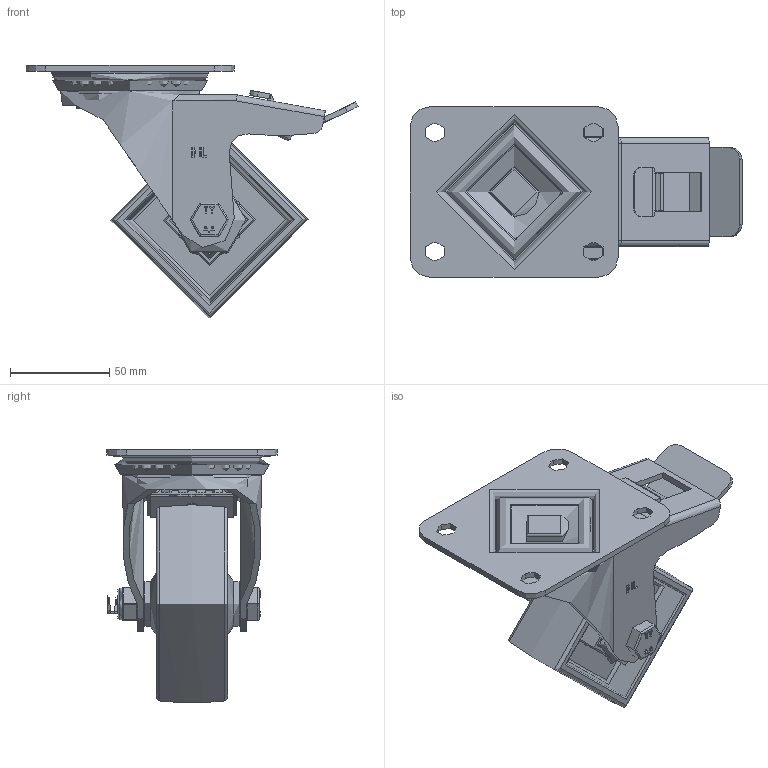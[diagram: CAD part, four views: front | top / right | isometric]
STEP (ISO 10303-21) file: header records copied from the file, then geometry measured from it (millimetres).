
FILE_DESCRIPTION(/* description */ (''),/* implementation_level */ '2;1');
FILE_NAME(/* name */ 'BZEH100NYBJSWB.step',/* time_stamp */ '2025-04-16T10:10:39+01:00',/* author */ (''),/* organization */ (''),/* preprocessor_version */ 'ST-DEVELOPER v20.1',/* originating_system */ 'Autodesk Translation Framework v14.4.0.0',/* authorisation */ '');
FILE_SCHEMA (('AUTOMOTIVE_DESIGN { 1 0 10303 214 3 1 1 }'));
Length unit declared in the file: millimetre
Products named in the file (32): BZEH100NYBJSWB; BZEH100ASSWB - 49 v1; ZINC PLATED, PRESSED STEEL TOP PLATE; ZINC PLATED, PRESSED STEEL TOP PLATE Geometry; Pattern; Component2; ZINC PLATED, PRESSED STEEL FORKS; BEARING SEAL; ZINC PLATED, PRESSED STEEL BRAKE PEDAL; BRAKE PAD; BRAKE PAD Geometry; brake bolt; BZH100WNYBJM10 v1; BZMM100WNYBJ; NYLON WHEEL; BEARING 6202; METAL; METAL2; Pattern (1); Component1; MIDDLE; RUBBER; RUBBER2; HUBCAPM10X49; HUBCAPM10X49 (1); NYLON WHEEL HUB CAP; HEXBOLTM10X70Z8.8 v2; GRADE 8.8 THREADED ZINC PLATED BOLT; NYLOCM10Z v1; NYLOC NUT; RUBBER (1); NUT
Assembly tree (58 placements, depth 6):
  BZEH100NYBJSWB
    BZEH100ASSWB - 49 v1
      ZINC PLATED, PRESSED STEEL TOP PLATE
        ZINC PLATED, PRESSED STEEL TOP PLATE Geometry
        Pattern
          Component2  x20
      ZINC PLATED, PRESSED STEEL FORKS
      BEARING SEAL
      ZINC PLATED, PRESSED STEEL BRAKE PEDAL
      BRAKE PAD
        BRAKE PAD Geometry
        brake bolt
    BZH100WNYBJM10 v1
      BZMM100WNYBJ
        NYLON WHEEL
        BEARING 6202
          METAL
          METAL2
          Pattern (1)
            Component1  x8
          MIDDLE
          RUBBER
          RUBBER2
      HUBCAPM10X49
        NYLON WHEEL HUB CAP
      HUBCAPM10X49 (1)
        NYLON WHEEL HUB CAP
    HEXBOLTM10X70Z8.8 v2
      GRADE 8.8 THREADED ZINC PLATED BOLT
    NYLOCM10Z v1
      NYLOC NUT
        RUBBER (1)
        NUT
Bounding box: 167.5 x 86 x 127.89 mm (x, y, z)
Volume: 268126.2 mm3; surface area: 142117.8 mm2
Topology: 45 solids, 45 shells, 978 faces, 2450 edges, 1595 vertices
Faces by surface type: plane 456, cylinder 204, bspline 191, torus 56, sphere 56, cone 15
Full cylindrical faces by diameter (mm): 8 x2, 8.141 x18, 9.85 x19, 10 x3, 10.2 x4, 12 x2, 14.9 x2, 15 x1, 16 x2, 18 x1, 19 x2, 20 x4, 21 x1, 22.5 x4, 23 x2, 25 x4, 28 x2, 30 x5, 30.5 x2, 31 x4, 32 x1, 32.5 x2, 35 x2, 36 x2, 38 x2, 40 x2, 44.5 x2, 54 x1, 64 x1, 70 x1
Entity records: 36703 total; most frequent: CARTESIAN_POINT 14497, ORIENTED_EDGE 4614, DIRECTION 4034, EDGE_CURVE 2307, VERTEX_POINT 1512, AXIS2_PLACEMENT_3D 1455, LINE 1124, VECTOR 1124
